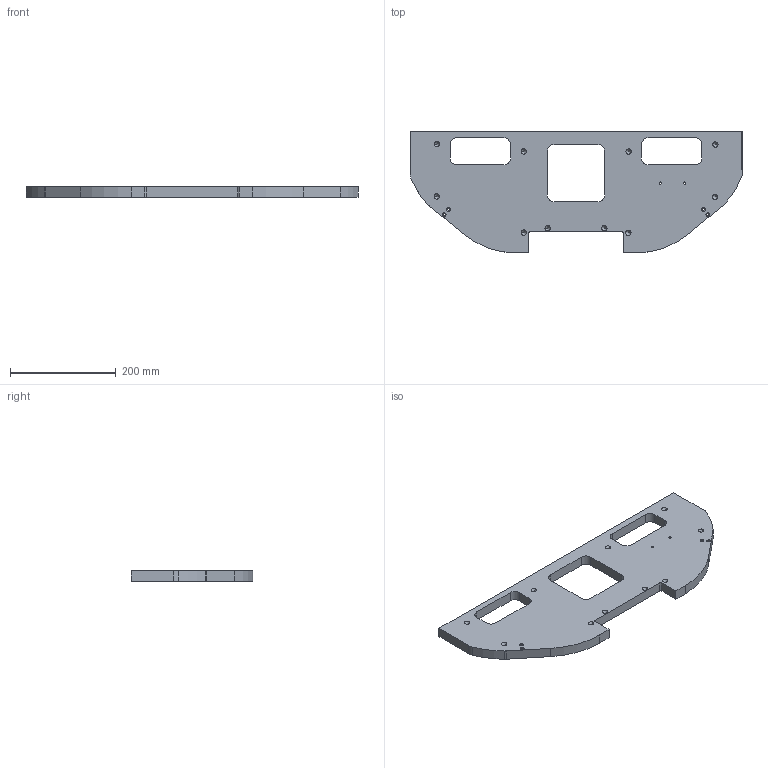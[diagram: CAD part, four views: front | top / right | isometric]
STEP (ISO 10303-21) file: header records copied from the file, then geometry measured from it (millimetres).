
FILE_DESCRIPTION (( 'STEP AP214' ), '1' );
FILE_NAME ('UIP FWD Bulkhead.STEP', '2021-02-11T11:09:59', ( '' ), ( '' ), 'SwSTEP 2.0', 'SolidWorks 2019', '' );
FILE_SCHEMA (( 'AUTOMOTIVE_DESIGN' ));
Length unit declared in the file: inch
Products named in the file (1): UIP FWD Bulkhead
Bounding box: 627.38 x 230.19 x 19.05 mm (x, y, z)
Volume: 1821567.4 mm3; surface area: 245665 mm2
Topology: 1 solids, 1 shells, 124 faces, 328 edges, 201 vertices
Faces by surface type: cylinder 62, cone 38, plane 24
Entity records: 3906 total; most frequent: DIRECTION 720, CARTESIAN_POINT 644, ORIENTED_EDGE 636, EDGE_CURVE 318, AXIS2_PLACEMENT_3D 277, VERTEX_POINT 201, EDGE_LOOP 167, VECTOR 166
